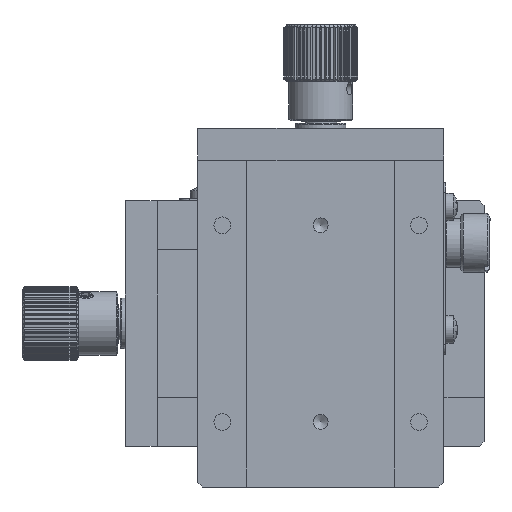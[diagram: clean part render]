
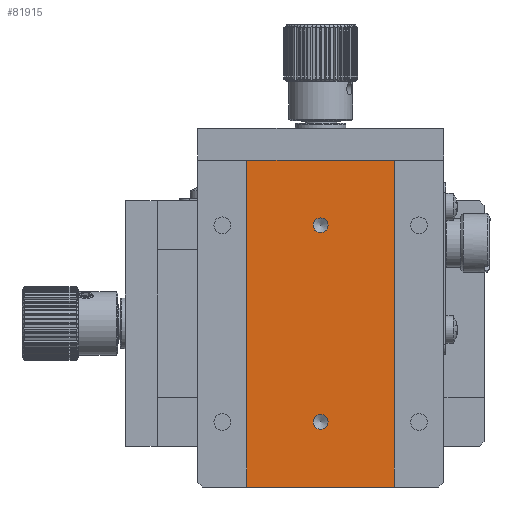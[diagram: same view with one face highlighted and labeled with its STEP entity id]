
A CAD part, front view. The second image highlights one B-rep face of the part: STEP entity #81915.
In plain terms, the highlighted planar face has unit normal (0, -1, 0).
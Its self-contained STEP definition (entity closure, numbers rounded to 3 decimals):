
#2055 = ORIENTED_EDGE ( 'NONE', *, *, #4931, .F. ) ;
#2069 = VECTOR ( 'NONE', #36483, 1000. ) ;
#2704 = DIRECTION ( 'NONE',  ( 0., 0., 1. ) ) ;
#4143 = EDGE_CURVE ( 'NONE', #58972, #58972, #51880, .T. ) ;
#4553 = VERTEX_POINT ( 'NONE', #78697 ) ;
#4931 = EDGE_CURVE ( 'NONE', #4553, #36456, #55467, .T. ) ;
#5612 = CARTESIAN_POINT ( 'NONE',  ( 17.983, 96.2, -43.661 ) ) ;
#6054 = EDGE_CURVE ( 'NONE', #4553, #83219, #17525, .T. ) ;
#8931 = ORIENTED_EDGE ( 'NONE', *, *, #36153, .T. ) ;
#10929 = FACE_BOUND ( 'NONE', #19897, .T. ) ;
#11863 = DIRECTION ( 'NONE',  ( 0., -1., 0. ) ) ;
#13603 = EDGE_LOOP ( 'NONE', ( #2055, #59006, #60082, #8931 ) ) ;
#13707 = VERTEX_POINT ( 'NONE', #40634 ) ;
#15501 = AXIS2_PLACEMENT_3D ( 'NONE', #37173, #11863, #81862 ) ;
#17116 = CIRCLE ( 'NONE', #81761, 1.5 ) ;
#17525 = LINE ( 'NONE', #50038, #49286 ) ;
#19897 = EDGE_LOOP ( 'NONE', ( #22147 ) ) ;
#22147 = ORIENTED_EDGE ( 'NONE', *, *, #54280, .F. ) ;
#22266 = EDGE_LOOP ( 'NONE', ( #58592 ) ) ;
#23807 = EDGE_CURVE ( 'NONE', #13707, #83219, #46580, .T. ) ;
#23978 = DIRECTION ( 'NONE',  ( -1., 0., 0. ) ) ;
#30339 = FACE_OUTER_BOUND ( 'NONE', #13603, .T. ) ;
#31131 = DIRECTION ( 'NONE',  ( 0., -1., 0. ) ) ;
#34310 = CARTESIAN_POINT ( 'NONE',  ( 27.983, 96.2, -43.661 ) ) ;
#36153 = EDGE_CURVE ( 'NONE', #13707, #36456, #67224, .T. ) ;
#36456 = VERTEX_POINT ( 'NONE', #5612 ) ;
#36483 = DIRECTION ( 'NONE',  ( 0., 0., -1. ) ) ;
#37173 = CARTESIAN_POINT ( 'NONE',  ( 2.983, 96.2, 9.589 ) ) ;
#40634 = CARTESIAN_POINT ( 'NONE',  ( -12.017, 96.2, -43.661 ) ) ;
#45338 = CARTESIAN_POINT ( 'NONE',  ( 1.483, 96.2, -30.411 ) ) ;
#46580 = LINE ( 'NONE', #65945, #64194 ) ;
#48515 = PLANE ( 'NONE',  #77754 ) ;
#49286 = VECTOR ( 'NONE', #81186, 1000. ) ;
#50038 = CARTESIAN_POINT ( 'NONE',  ( 27.983, 96.2, 22.839 ) ) ;
#50429 = VERTEX_POINT ( 'NONE', #45338 ) ;
#51880 = CIRCLE ( 'NONE', #15501, 1.5 ) ;
#54280 = EDGE_CURVE ( 'NONE', #50429, #50429, #17116, .T. ) ;
#54805 = FACE_BOUND ( 'NONE', #22266, .T. ) ;
#55467 = LINE ( 'NONE', #63068, #2069 ) ;
#58592 = ORIENTED_EDGE ( 'NONE', *, *, #4143, .F. ) ;
#58972 = VERTEX_POINT ( 'NONE', #72011 ) ;
#59006 = ORIENTED_EDGE ( 'NONE', *, *, #6054, .T. ) ;
#60082 = ORIENTED_EDGE ( 'NONE', *, *, #23807, .F. ) ;
#60873 = DIRECTION ( 'NONE',  ( 1., 0., 0. ) ) ;
#63068 = CARTESIAN_POINT ( 'NONE',  ( 17.983, 96.2, 22.839 ) ) ;
#63183 = CARTESIAN_POINT ( 'NONE',  ( 2.983, 96.2, -30.411 ) ) ;
#64194 = VECTOR ( 'NONE', #2704, 1000. ) ;
#65945 = CARTESIAN_POINT ( 'NONE',  ( -12.017, 96.2, 22.839 ) ) ;
#67224 = LINE ( 'NONE', #34310, #70952 ) ;
#69136 = DIRECTION ( 'NONE',  ( 0., 1., 0. ) ) ;
#70952 = VECTOR ( 'NONE', #60873, 1000. ) ;
#72011 = CARTESIAN_POINT ( 'NONE',  ( 1.483, 96.2, 9.589 ) ) ;
#76424 = CARTESIAN_POINT ( 'NONE',  ( -12.017, 96.2, 22.839 ) ) ;
#77754 = AXIS2_PLACEMENT_3D ( 'NONE', #81763, #69136, #80926 ) ;
#78697 = CARTESIAN_POINT ( 'NONE',  ( 17.983, 96.2, 22.839 ) ) ;
#80926 = DIRECTION ( 'NONE',  ( 1., 0., 0. ) ) ;
#81186 = DIRECTION ( 'NONE',  ( -1., 0., 0. ) ) ;
#81761 = AXIS2_PLACEMENT_3D ( 'NONE', #63183, #31131, #23978 ) ;
#81763 = CARTESIAN_POINT ( 'NONE',  ( 17.983, 96.2, 22.839 ) ) ;
#81862 = DIRECTION ( 'NONE',  ( -1., 0., 0. ) ) ;
#81915 = ADVANCED_FACE ( 'NONE', ( #30339, #54805, #10929 ), #48515, .F. ) ;
#83219 = VERTEX_POINT ( 'NONE', #76424 ) ;
